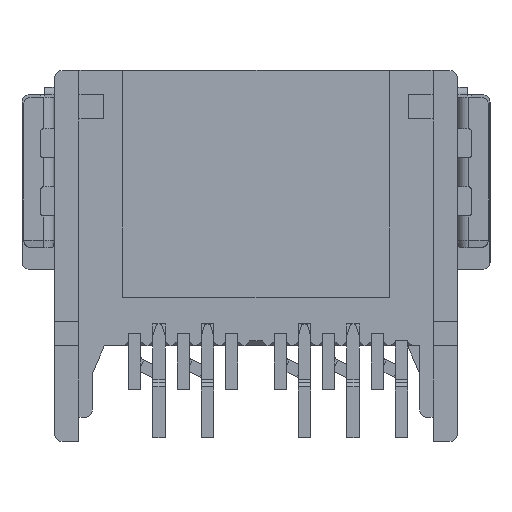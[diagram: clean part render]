
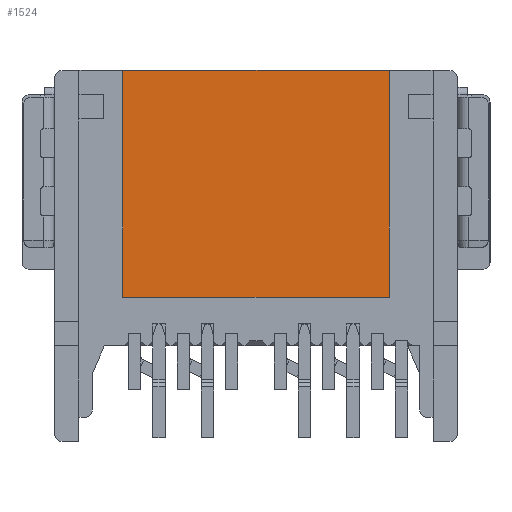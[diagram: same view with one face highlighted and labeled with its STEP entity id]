
A CAD part, front view. The second image highlights one B-rep face of the part: STEP entity #1524.
In plain terms, the highlighted planar face has unit normal (0, -1, 0).
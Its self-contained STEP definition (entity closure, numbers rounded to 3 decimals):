
#1524 = ADVANCED_FACE ( 'NONE', ( #26890 ), #17383, .F. ) ;
#1958 = DIRECTION ( 'NONE',  ( 1., 0., 0. ) ) ;
#2026 = DIRECTION ( 'NONE',  ( 0., 0., 1. ) ) ;
#6667 = VERTEX_POINT ( 'NONE', #9993 ) ;
#9993 = CARTESIAN_POINT ( 'NONE',  ( -5.5, -4.75, -9.35 ) ) ;
#11200 = VERTEX_POINT ( 'NONE', #21004 ) ;
#12826 = LINE ( 'NONE', #13748, #28512 ) ;
#13748 = CARTESIAN_POINT ( 'NONE',  ( 5.5, -4.75, 0. ) ) ;
#15139 = VECTOR ( 'NONE', #1958, 1000. ) ;
#15767 = CARTESIAN_POINT ( 'NONE',  ( -5.5, -4.75, 0. ) ) ;
#16158 = DIRECTION ( 'NONE',  ( 0., 1., 0. ) ) ;
#17016 = AXIS2_PLACEMENT_3D ( 'NONE', #40370, #16158, #2026 ) ;
#17383 = PLANE ( 'NONE',  #17016 ) ;
#18070 = CARTESIAN_POINT ( 'NONE',  ( 5.5, -4.75, -9.35 ) ) ;
#18246 = EDGE_CURVE ( 'NONE', #11200, #6667, #51180, .T. ) ;
#21004 = CARTESIAN_POINT ( 'NONE',  ( -5.5, -4.75, 0. ) ) ;
#21065 = LINE ( 'NONE', #31143, #24150 ) ;
#24150 = VECTOR ( 'NONE', #30821, 1000. ) ;
#26890 = FACE_OUTER_BOUND ( 'NONE', #58659, .T. ) ;
#27641 = DIRECTION ( 'NONE',  ( 0., 0., -1. ) ) ;
#28512 = VECTOR ( 'NONE', #27641, 1000. ) ;
#30821 = DIRECTION ( 'NONE',  ( 1., 0., 0. ) ) ;
#30853 = EDGE_CURVE ( 'NONE', #6667, #53212, #21065, .T. ) ;
#31143 = CARTESIAN_POINT ( 'NONE',  ( -5.5, -4.75, -9.35 ) ) ;
#33427 = ORIENTED_EDGE ( 'NONE', *, *, #34212, .F. ) ;
#34212 = EDGE_CURVE ( 'NONE', #11200, #39116, #43534, .T. ) ;
#39116 = VERTEX_POINT ( 'NONE', #61354 ) ;
#40370 = CARTESIAN_POINT ( 'NONE',  ( -5.5, -4.75, 0. ) ) ;
#42158 = ORIENTED_EDGE ( 'NONE', *, *, #18246, .T. ) ;
#43534 = LINE ( 'NONE', #15767, #15139 ) ;
#45382 = EDGE_CURVE ( 'NONE', #39116, #53212, #12826, .T. ) ;
#49486 = VECTOR ( 'NONE', #60016, 1000. ) ;
#51180 = LINE ( 'NONE', #61242, #49486 ) ;
#51638 = ORIENTED_EDGE ( 'NONE', *, *, #45382, .F. ) ;
#53212 = VERTEX_POINT ( 'NONE', #18070 ) ;
#53620 = ORIENTED_EDGE ( 'NONE', *, *, #30853, .T. ) ;
#58659 = EDGE_LOOP ( 'NONE', ( #42158, #53620, #51638, #33427 ) ) ;
#60016 = DIRECTION ( 'NONE',  ( 0., 0., -1. ) ) ;
#61242 = CARTESIAN_POINT ( 'NONE',  ( -5.5, -4.75, 0. ) ) ;
#61354 = CARTESIAN_POINT ( 'NONE',  ( 5.5, -4.75, 0. ) ) ;
